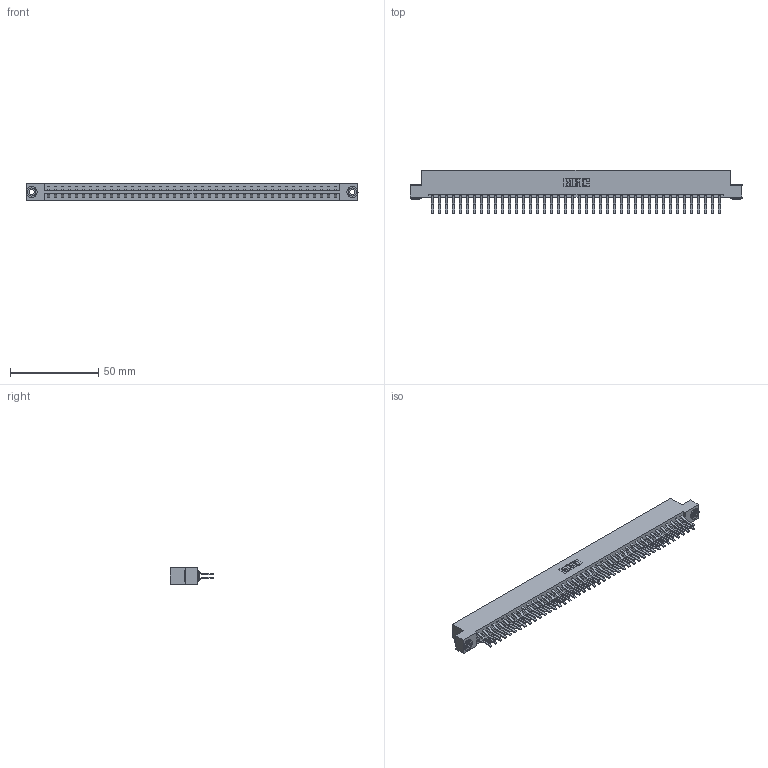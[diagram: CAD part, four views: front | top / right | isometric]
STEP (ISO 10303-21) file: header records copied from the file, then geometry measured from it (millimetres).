
FILE_DESCRIPTION (( 'STEP AP203' ), '1' );
FILE_NAME ('833-084-560-203.STEP', '2020-06-06T02:28:02', ( '' ), ( '' ), 'SwSTEP 2.0', 'SolidWorks 2020', '' );
FILE_SCHEMA (( 'CONFIG_CONTROL_DESIGN' ));
Length unit declared in the file: inch
Products named in the file (4): 833 Part_Flush - .156 Dia - TH; 833-084-560-203; 345-292-001_560 Tail; 345-250-002_345-250-002-102
Assembly tree (87 placements, depth 2):
  833-084-560-203
    833 Part_Flush - .156 Dia - TH
    345-292-001_560 Tail  x84
    345-250-002_345-250-002-102  x2
Bounding box: 187.96 x 24.78 x 9.4 mm (x, y, z)
Volume: 19759.6 mm3; surface area: 25152.3 mm2
Topology: 87 solids, 87 shells, 4688 faces, 13911 edges, 9158 vertices
Faces by surface type: plane 3104, cylinder 1576, cone 8
Entity records: 27758 total; most frequent: CARTESIAN_POINT 4577, ORIENTED_EDGE 4506, DIRECTION 3947, EDGE_CURVE 2253, LINE 2097, VECTOR 2097, VERTEX_POINT 1498, AXIS2_PLACEMENT_3D 925
